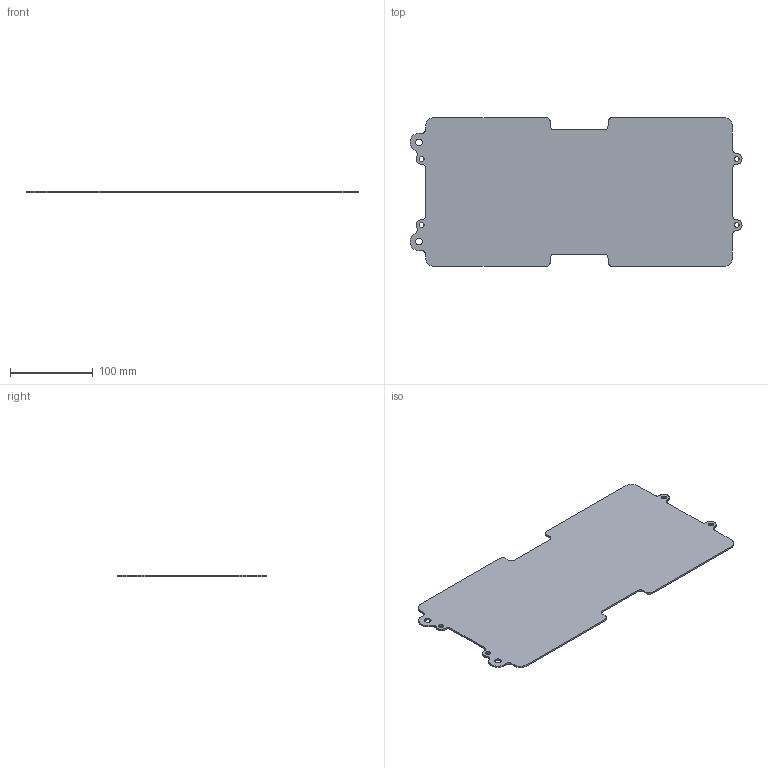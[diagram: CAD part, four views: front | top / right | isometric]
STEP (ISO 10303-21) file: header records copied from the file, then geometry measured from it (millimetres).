
FILE_DESCRIPTION(('FreeCAD Model'),'2;1');
FILE_NAME('Abschlussplatte.step', '2021-03-04T11:33:11',('Author'),(''), 'Open CASCADE STEP processor 7.3','FreeCAD','Unknown');
FILE_SCHEMA(('AUTOMOTIVE_DESIGN { 1 0 10303 214 1 1 1 1 }'));
Length unit declared in the file: millimetre
Products named in the file (1): SOLID163
Bounding box: 401.5 x 180 x 2 mm (x, y, z)
Volume: 131479.4 mm3; surface area: 134129.5 mm2
Topology: 1 solids, 1 shells, 64 faces, 186 edges, 124 vertices
Faces by surface type: cylinder 46, plane 18
Entity records: 4625 total; most frequent: DIRECTION 780, CARTESIAN_POINT 747, LINE 374, VECTOR 374, ORIENTED_EDGE 372, PCURVE 372, DEFINITIONAL_REPRESENTATION 372, EDGE_CURVE 186
